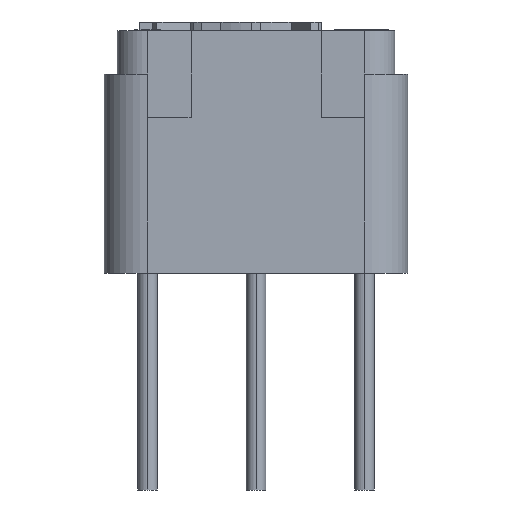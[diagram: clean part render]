
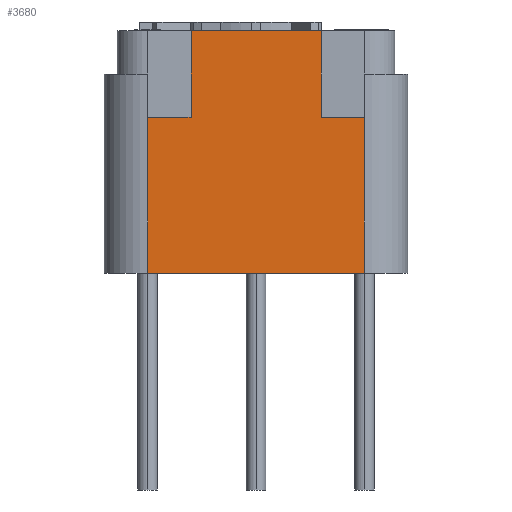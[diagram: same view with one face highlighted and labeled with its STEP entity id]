
A CAD part, left-side view. The second image highlights one B-rep face of the part: STEP entity #3680.
In plain terms, the highlighted planar face has unit normal (-1, 0, 0).
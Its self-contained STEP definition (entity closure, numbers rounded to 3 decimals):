
#34 = VECTOR ( 'NONE', #16910, 1000. ) ;
#107 = VERTEX_POINT ( 'NONE', #14147 ) ;
#315 = LINE ( 'NONE', #2013, #12300 ) ;
#576 = LINE ( 'NONE', #13382, #9472 ) ;
#607 = DIRECTION ( 'NONE',  ( 1., 0., 0. ) ) ;
#789 = VERTEX_POINT ( 'NONE', #8250 ) ;
#828 = EDGE_CURVE ( 'NONE', #16617, #11775, #16323, .T. ) ;
#890 = CARTESIAN_POINT ( 'NONE',  ( -3.5, -2.5, 0.8 ) ) ;
#950 = EDGE_CURVE ( 'NONE', #1786, #7755, #576, .T. ) ;
#1307 = ORIENTED_EDGE ( 'NONE', *, *, #9387, .T. ) ;
#1786 = VERTEX_POINT ( 'NONE', #15477 ) ;
#2013 = CARTESIAN_POINT ( 'NONE',  ( -3.5, 3.5, 2.8 ) ) ;
#2015 = EDGE_CURVE ( 'NONE', #7755, #107, #17020, .T. ) ;
#2153 = LINE ( 'NONE', #2363, #34 ) ;
#2363 = CARTESIAN_POINT ( 'NONE',  ( -3.5, -1.5, 0.8 ) ) ;
#3138 = VECTOR ( 'NONE', #17668, 1000. ) ;
#3542 = DIRECTION ( 'NONE',  ( 0., 0., 1. ) ) ;
#3581 = VERTEX_POINT ( 'NONE', #13900 ) ;
#3680 = ADVANCED_FACE ( 'NONE', ( #16461 ), #9469, .F. ) ;
#3744 = EDGE_CURVE ( 'NONE', #107, #16617, #4213, .T. ) ;
#4182 = DIRECTION ( 'NONE',  ( 0., 1., 0. ) ) ;
#4213 = LINE ( 'NONE', #16566, #18292 ) ;
#4560 = DIRECTION ( 'NONE',  ( 0., 0., -1. ) ) ;
#5284 = AXIS2_PLACEMENT_3D ( 'NONE', #7360, #607, #18431 ) ;
#5419 = VECTOR ( 'NONE', #4560, 1000. ) ;
#5862 = ORIENTED_EDGE ( 'NONE', *, *, #17805, .F. ) ;
#6761 = CARTESIAN_POINT ( 'NONE',  ( -3.5, -2.5, -2.8 ) ) ;
#7360 = CARTESIAN_POINT ( 'NONE',  ( -3.5, 3.5, 2.8 ) ) ;
#7623 = LINE ( 'NONE', #890, #8619 ) ;
#7755 = VERTEX_POINT ( 'NONE', #11070 ) ;
#8250 = CARTESIAN_POINT ( 'NONE',  ( -3.5, 1.5, 2.8 ) ) ;
#8619 = VECTOR ( 'NONE', #4182, 1000. ) ;
#8629 = ORIENTED_EDGE ( 'NONE', *, *, #950, .T. ) ;
#9387 = EDGE_CURVE ( 'NONE', #3581, #14913, #2153, .T. ) ;
#9469 = PLANE ( 'NONE',  #5284 ) ;
#9472 = VECTOR ( 'NONE', #19752, 1000. ) ;
#9706 = CARTESIAN_POINT ( 'NONE',  ( -3.5, 1.5, 0.8 ) ) ;
#9820 = LINE ( 'NONE', #9706, #17280 ) ;
#9913 = CARTESIAN_POINT ( 'NONE',  ( -3.5, -1.5, 2.8 ) ) ;
#10693 = EDGE_CURVE ( 'NONE', #11775, #3581, #7623, .T. ) ;
#11070 = CARTESIAN_POINT ( 'NONE',  ( -3.5, 2.5, 0.8 ) ) ;
#11284 = CARTESIAN_POINT ( 'NONE',  ( -3.5, -2.5, 2.8 ) ) ;
#11530 = ORIENTED_EDGE ( 'NONE', *, *, #3744, .T. ) ;
#11775 = VERTEX_POINT ( 'NONE', #12733 ) ;
#12300 = VECTOR ( 'NONE', #19805, 1000. ) ;
#12733 = CARTESIAN_POINT ( 'NONE',  ( -3.5, -2.5, 0.8 ) ) ;
#13382 = CARTESIAN_POINT ( 'NONE',  ( -3.5, 2.5, 0.8 ) ) ;
#13900 = CARTESIAN_POINT ( 'NONE',  ( -3.5, -1.5, 0.8 ) ) ;
#13992 = CARTESIAN_POINT ( 'NONE',  ( -3.5, 2.5, 2.8 ) ) ;
#14147 = CARTESIAN_POINT ( 'NONE',  ( -3.5, 2.5, -2.8 ) ) ;
#14913 = VERTEX_POINT ( 'NONE', #9913 ) ;
#15477 = CARTESIAN_POINT ( 'NONE',  ( -3.5, 1.5, 0.8 ) ) ;
#15591 = ORIENTED_EDGE ( 'NONE', *, *, #10693, .T. ) ;
#16188 = ORIENTED_EDGE ( 'NONE', *, *, #828, .T. ) ;
#16323 = LINE ( 'NONE', #11284, #3138 ) ;
#16461 = FACE_OUTER_BOUND ( 'NONE', #19812, .T. ) ;
#16566 = CARTESIAN_POINT ( 'NONE',  ( -3.5, 3.5, -2.8 ) ) ;
#16617 = VERTEX_POINT ( 'NONE', #6761 ) ;
#16910 = DIRECTION ( 'NONE',  ( 0., 0., 1. ) ) ;
#17020 = LINE ( 'NONE', #13992, #5419 ) ;
#17080 = EDGE_CURVE ( 'NONE', #1786, #789, #9820, .T. ) ;
#17280 = VECTOR ( 'NONE', #3542, 1000. ) ;
#17604 = ORIENTED_EDGE ( 'NONE', *, *, #17080, .F. ) ;
#17668 = DIRECTION ( 'NONE',  ( 0., 0., 1. ) ) ;
#17805 = EDGE_CURVE ( 'NONE', #789, #14913, #315, .T. ) ;
#18292 = VECTOR ( 'NONE', #18331, 1000. ) ;
#18331 = DIRECTION ( 'NONE',  ( 0., -1., 0. ) ) ;
#18431 = DIRECTION ( 'NONE',  ( 0., 0., -1. ) ) ;
#19752 = DIRECTION ( 'NONE',  ( 0., 1., 0. ) ) ;
#19805 = DIRECTION ( 'NONE',  ( 0., -1., 0. ) ) ;
#19812 = EDGE_LOOP ( 'NONE', ( #1307, #5862, #17604, #8629, #20000, #11530, #16188, #15591 ) ) ;
#20000 = ORIENTED_EDGE ( 'NONE', *, *, #2015, .T. ) ;
